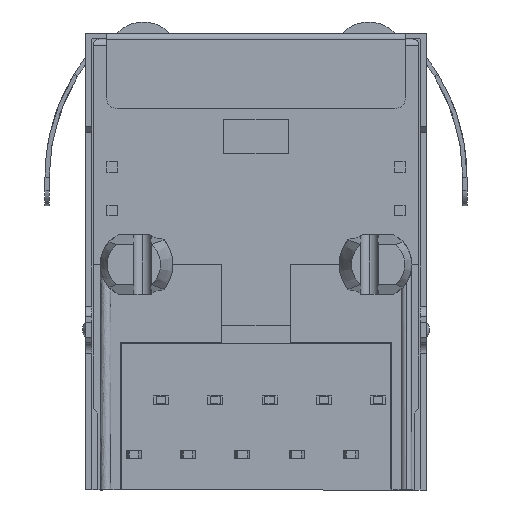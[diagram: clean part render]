
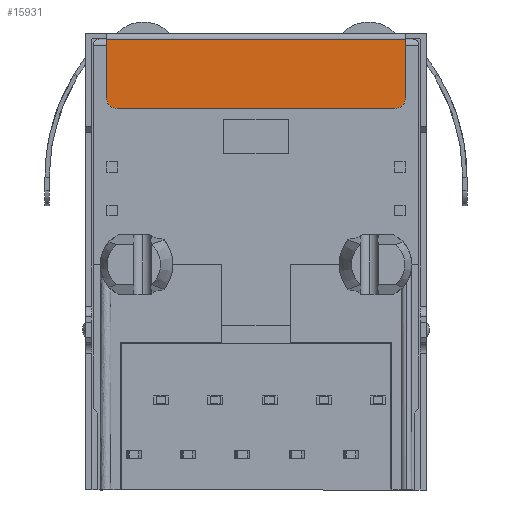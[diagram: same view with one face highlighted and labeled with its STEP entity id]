
A CAD part, left-side view. The second image highlights one B-rep face of the part: STEP entity #15931.
In plain terms, the highlighted planar face has unit normal (-1, 0, 0).
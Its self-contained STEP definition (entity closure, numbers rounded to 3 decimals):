
#137 = VERTEX_POINT ( 'NONE', #9030 ) ;
#1586 = EDGE_CURVE ( 'NONE', #32939, #33413, #12073, .T. ) ;
#1698 = VECTOR ( 'NONE', #8395, 1000. ) ;
#2065 = ORIENTED_EDGE ( 'NONE', *, *, #3385, .F. ) ;
#2410 = CIRCLE ( 'NONE', #10794, 0.5 ) ;
#2930 = DIRECTION ( 'NONE',  ( 0., 0., 1. ) ) ;
#2972 = ORIENTED_EDGE ( 'NONE', *, *, #10345, .F. ) ;
#3178 = EDGE_LOOP ( 'NONE', ( #2972, #2065, #23663, #14277, #27762, #28847 ) ) ;
#3385 = EDGE_CURVE ( 'NONE', #28791, #137, #8569, .T. ) ;
#5344 = FACE_OUTER_BOUND ( 'NONE', #3178, .T. ) ;
#8185 = CARTESIAN_POINT ( 'NONE',  ( 3.8, 14.375, -2.75 ) ) ;
#8395 = DIRECTION ( 'NONE',  ( 0., 1., 0. ) ) ;
#8431 = DIRECTION ( 'NONE',  ( 0., 0., 1. ) ) ;
#8569 = LINE ( 'NONE', #11032, #1698 ) ;
#8707 = DIRECTION ( 'NONE',  ( 1., 0., 0. ) ) ;
#9030 = CARTESIAN_POINT ( 'NONE',  ( 3.8, 14.375, -3.25 ) ) ;
#9574 = CARTESIAN_POINT ( 'NONE',  ( 3.8, 14.875, 0. ) ) ;
#9919 = AXIS2_PLACEMENT_3D ( 'NONE', #8185, #8707, #11516 ) ;
#10345 = EDGE_CURVE ( 'NONE', #137, #25975, #19938, .T. ) ;
#10775 = PLANE ( 'NONE',  #32916 ) ;
#10794 = AXIS2_PLACEMENT_3D ( 'NONE', #26320, #16024, #2930 ) ;
#11032 = CARTESIAN_POINT ( 'NONE',  ( 3.8, 7.875, -3.25 ) ) ;
#11516 = DIRECTION ( 'NONE',  ( 0., 1., 0. ) ) ;
#11884 = VECTOR ( 'NONE', #8431, 1000. ) ;
#12073 = LINE ( 'NONE', #22355, #15546 ) ;
#13010 = CARTESIAN_POINT ( 'NONE',  ( 3.8, 14.875, -2.75 ) ) ;
#13093 = CARTESIAN_POINT ( 'NONE',  ( 3.8, 0.875, -2.75 ) ) ;
#14183 = CARTESIAN_POINT ( 'NONE',  ( 3.8, 1.375, -3.25 ) ) ;
#14277 = ORIENTED_EDGE ( 'NONE', *, *, #1586, .F. ) ;
#15541 = LINE ( 'NONE', #34370, #32965 ) ;
#15546 = VECTOR ( 'NONE', #32993, 1000. ) ;
#15931 = ADVANCED_FACE ( 'NONE', ( #5344 ), #10775, .F. ) ;
#16024 = DIRECTION ( 'NONE',  ( 1., 0., 0. ) ) ;
#16625 = EDGE_CURVE ( 'NONE', #32939, #21477, #15541, .T. ) ;
#18797 = DIRECTION ( 'NONE',  ( 1., 0., 0. ) ) ;
#18976 = DIRECTION ( 'NONE',  ( 0., 0., -1. ) ) ;
#19938 = CIRCLE ( 'NONE', #9919, 0.5 ) ;
#21477 = VERTEX_POINT ( 'NONE', #9574 ) ;
#21527 = CARTESIAN_POINT ( 'NONE',  ( 3.8, 0.875, 0. ) ) ;
#22355 = CARTESIAN_POINT ( 'NONE',  ( 3.8, 0.875, -1.625 ) ) ;
#23663 = ORIENTED_EDGE ( 'NONE', *, *, #24633, .F. ) ;
#24363 = CARTESIAN_POINT ( 'NONE',  ( 3.8, 0.875, 0. ) ) ;
#24482 = CARTESIAN_POINT ( 'NONE',  ( 3.8, 14.875, -1.625 ) ) ;
#24633 = EDGE_CURVE ( 'NONE', #33413, #28791, #2410, .T. ) ;
#24987 = EDGE_CURVE ( 'NONE', #25975, #21477, #32149, .T. ) ;
#25975 = VERTEX_POINT ( 'NONE', #13010 ) ;
#25994 = DIRECTION ( 'NONE',  ( 0., 1., 0. ) ) ;
#26320 = CARTESIAN_POINT ( 'NONE',  ( 3.8, 1.375, -2.75 ) ) ;
#27762 = ORIENTED_EDGE ( 'NONE', *, *, #16625, .T. ) ;
#28791 = VERTEX_POINT ( 'NONE', #14183 ) ;
#28847 = ORIENTED_EDGE ( 'NONE', *, *, #24987, .F. ) ;
#32149 = LINE ( 'NONE', #24482, #11884 ) ;
#32916 = AXIS2_PLACEMENT_3D ( 'NONE', #24363, #18797, #18976 ) ;
#32939 = VERTEX_POINT ( 'NONE', #21527 ) ;
#32965 = VECTOR ( 'NONE', #25994, 1000. ) ;
#32993 = DIRECTION ( 'NONE',  ( 0., 0., -1. ) ) ;
#33413 = VERTEX_POINT ( 'NONE', #13093 ) ;
#34370 = CARTESIAN_POINT ( 'NONE',  ( 3.8, 7.875, 0. ) ) ;
